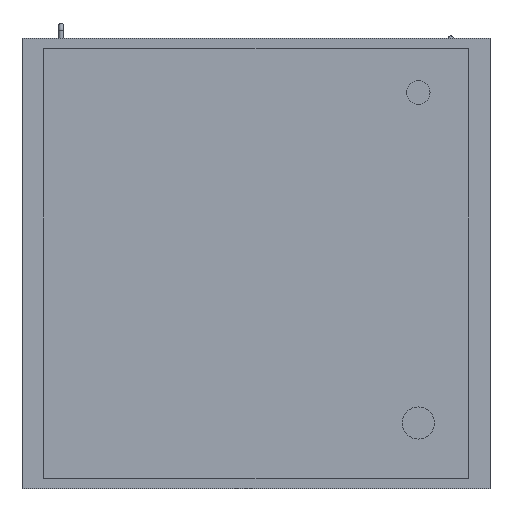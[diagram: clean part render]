
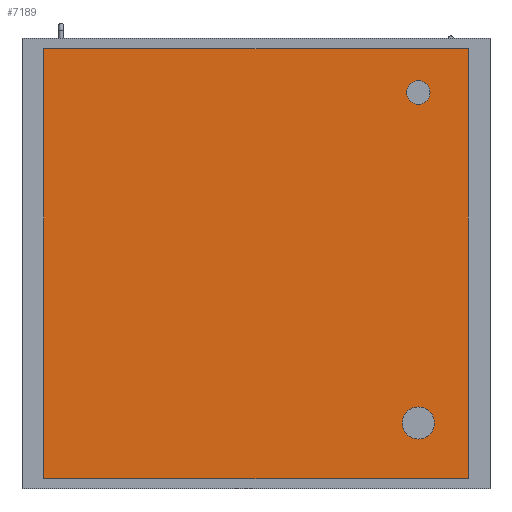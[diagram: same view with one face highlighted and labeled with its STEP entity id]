
A CAD part, front view. The second image highlights one B-rep face of the part: STEP entity #7189.
In plain terms, the highlighted planar face has unit normal (0, -1, 0).
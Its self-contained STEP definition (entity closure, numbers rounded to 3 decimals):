
#108=FACE_BOUND('',#932,.T.);
#109=FACE_BOUND('',#933,.T.);
#129=PLANE('',#7701);
#489=FACE_OUTER_BOUND('',#931,.T.);
#931=EDGE_LOOP('',(#5068,#5069,#5070,#5071));
#932=EDGE_LOOP('',(#5072));
#933=EDGE_LOOP('',(#5073));
#1381=LINE('',#10432,#2252);
#1385=LINE('',#10440,#2256);
#1388=LINE('',#10446,#2259);
#1391=LINE('',#10451,#2262);
#2252=VECTOR('',#8338,10.);
#2256=VECTOR('',#8344,10.);
#2259=VECTOR('',#8349,10.);
#2262=VECTOR('',#8354,10.);
#3110=CIRCLE('',#7685,20.);
#3112=CIRCLE('',#7689,27.5);
#3280=VERTEX_POINT('',#10393);
#3282=VERTEX_POINT('',#10400);
#3291=VERTEX_POINT('',#10430);
#3292=VERTEX_POINT('',#10431);
#3295=VERTEX_POINT('',#10439);
#3297=VERTEX_POINT('',#10445);
#3975=EDGE_CURVE('',#3280,#3280,#3110,.T.);
#3978=EDGE_CURVE('',#3282,#3282,#3112,.T.);
#3991=EDGE_CURVE('',#3291,#3292,#1381,.T.);
#3995=EDGE_CURVE('',#3295,#3291,#1385,.T.);
#3998=EDGE_CURVE('',#3297,#3295,#1388,.T.);
#4001=EDGE_CURVE('',#3292,#3297,#1391,.T.);
#5068=ORIENTED_EDGE('',*,*,#4001,.F.);
#5069=ORIENTED_EDGE('',*,*,#3991,.F.);
#5070=ORIENTED_EDGE('',*,*,#3995,.F.);
#5071=ORIENTED_EDGE('',*,*,#3998,.F.);
#5072=ORIENTED_EDGE('',*,*,#3975,.T.);
#5073=ORIENTED_EDGE('',*,*,#3978,.T.);
#7189=ADVANCED_FACE('',(#489,#108,#109),#129,.F.);
#7685=AXIS2_PLACEMENT_3D('',#10395,#8301,#8302);
#7689=AXIS2_PLACEMENT_3D('',#10402,#8310,#8311);
#7701=AXIS2_PLACEMENT_3D('',#10454,#8358,#8359);
#8301=DIRECTION('center_axis',(0.,1.,0.));
#8302=DIRECTION('ref_axis',(1.,0.,0.));
#8310=DIRECTION('center_axis',(0.,1.,0.));
#8311=DIRECTION('ref_axis',(1.,0.,0.));
#8338=DIRECTION('',(0.,0.,1.));
#8344=DIRECTION('',(-1.,0.,0.));
#8349=DIRECTION('',(0.,0.,-1.));
#8354=DIRECTION('',(1.,0.,0.));
#8358=DIRECTION('center_axis',(0.,1.,0.));
#8359=DIRECTION('ref_axis',(0.,0.,1.));
#10393=CARTESIAN_POINT('',(257.5,0.,292.5));
#10395=CARTESIAN_POINT('Origin',(277.5,0.,292.5));
#10400=CARTESIAN_POINT('',(250.,0.,-272.5));
#10402=CARTESIAN_POINT('Origin',(277.5,0.,-272.5));
#10430=CARTESIAN_POINT('',(-362.5,0.,-367.5));
#10431=CARTESIAN_POINT('',(-362.5,0.,367.5));
#10432=CARTESIAN_POINT('',(-362.5,0.,-367.5));
#10439=CARTESIAN_POINT('',(362.5,0.,-367.5));
#10440=CARTESIAN_POINT('',(362.5,0.,-367.5));
#10445=CARTESIAN_POINT('',(362.5,0.,367.5));
#10446=CARTESIAN_POINT('',(362.5,0.,367.5));
#10451=CARTESIAN_POINT('',(-362.5,0.,367.5));
#10454=CARTESIAN_POINT('Origin',(0.,0.,0.));
